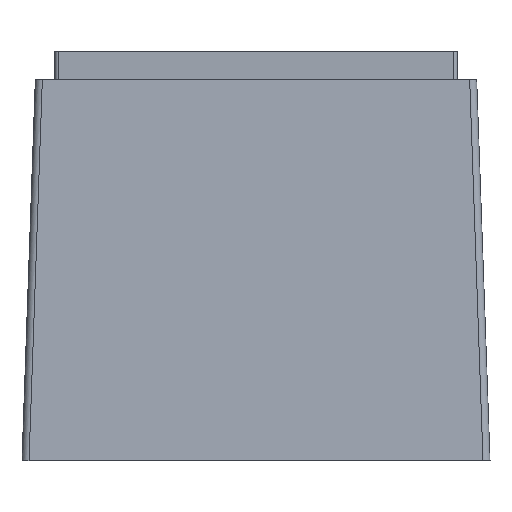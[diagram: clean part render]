
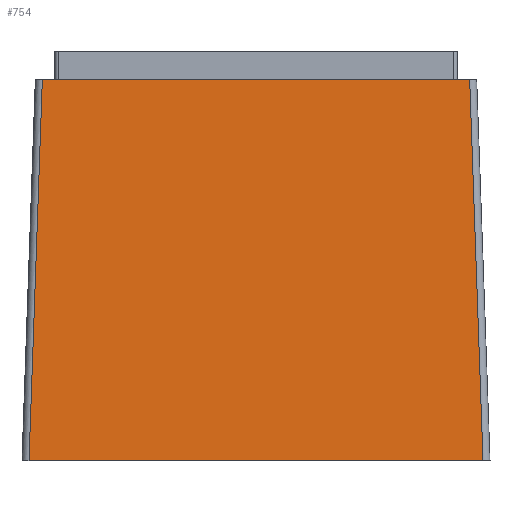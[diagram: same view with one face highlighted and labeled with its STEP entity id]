
A CAD part, front view. The second image highlights one B-rep face of the part: STEP entity #754.
In plain terms, the highlighted planar face has unit normal (0, -0.999, 0.035).
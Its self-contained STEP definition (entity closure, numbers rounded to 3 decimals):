
#734=AXIS2_PLACEMENT_3D('Plane Axis2P3D',#731,#732,#733) ;
#466=CARTESIAN_POINT('Vertex',(19.7,0.,0.)) ;
#469=CARTESIAN_POINT('Line Origine',(10.,0.,0.)) ;
#473=CARTESIAN_POINT('Vertex',(0.3,0.,0.)) ;
#708=CARTESIAN_POINT('Line Origine',(20.496,-0.796,-22.803)) ;
#712=CARTESIAN_POINT('Vertex',(19.131,0.569,16.3)) ;
#731=CARTESIAN_POINT('Axis2P3D Location',(0.,0.,0.)) ;
#736=CARTESIAN_POINT('Line Origine',(10.,0.569,16.3)) ;
#740=CARTESIAN_POINT('Vertex',(0.869,0.569,16.3)) ;
#743=CARTESIAN_POINT('Line Origine',(0.584,0.285,8.15)) ;
#470=DIRECTION('Vector Direction',(-1.,0.,0.)) ;
#709=DIRECTION('Vector Direction',(-0.035,0.035,0.999)) ;
#732=DIRECTION('Axis2P3D Direction',(0.,-0.999,0.035)) ;
#733=DIRECTION('Axis2P3D XDirection',(1.,0.,0.)) ;
#737=DIRECTION('Vector Direction',(-1.,0.,0.)) ;
#744=DIRECTION('Vector Direction',(0.035,0.035,0.999)) ;
#471=VECTOR('Line Direction',#470,1.) ;
#710=VECTOR('Line Direction',#709,1.) ;
#738=VECTOR('Line Direction',#737,1.) ;
#745=VECTOR('Line Direction',#744,1.) ;
#749=ORIENTED_EDGE('',*,*,#475,.F.) ;
#750=ORIENTED_EDGE('',*,*,#714,.T.) ;
#751=ORIENTED_EDGE('',*,*,#742,.T.) ;
#752=ORIENTED_EDGE('',*,*,#747,.F.) ;
#754=ADVANCED_FACE('K\X2\00F6\X0\rper',(#753),#735,.T.) ;
#475=EDGE_CURVE('',#467,#474,#472,.T.) ;
#714=EDGE_CURVE('',#467,#713,#711,.T.) ;
#742=EDGE_CURVE('',#713,#741,#739,.T.) ;
#747=EDGE_CURVE('',#474,#741,#746,.T.) ;
#748=EDGE_LOOP('',(#749,#750,#751,#752)) ;
#753=FACE_OUTER_BOUND('',#748,.T.) ;
#472=LINE('Line',#469,#471) ;
#711=LINE('Line',#708,#710) ;
#739=LINE('Line',#736,#738) ;
#746=LINE('Line',#743,#745) ;
#735=PLANE('',#734) ;
#467=VERTEX_POINT('',#466) ;
#474=VERTEX_POINT('',#473) ;
#713=VERTEX_POINT('',#712) ;
#741=VERTEX_POINT('',#740) ;
